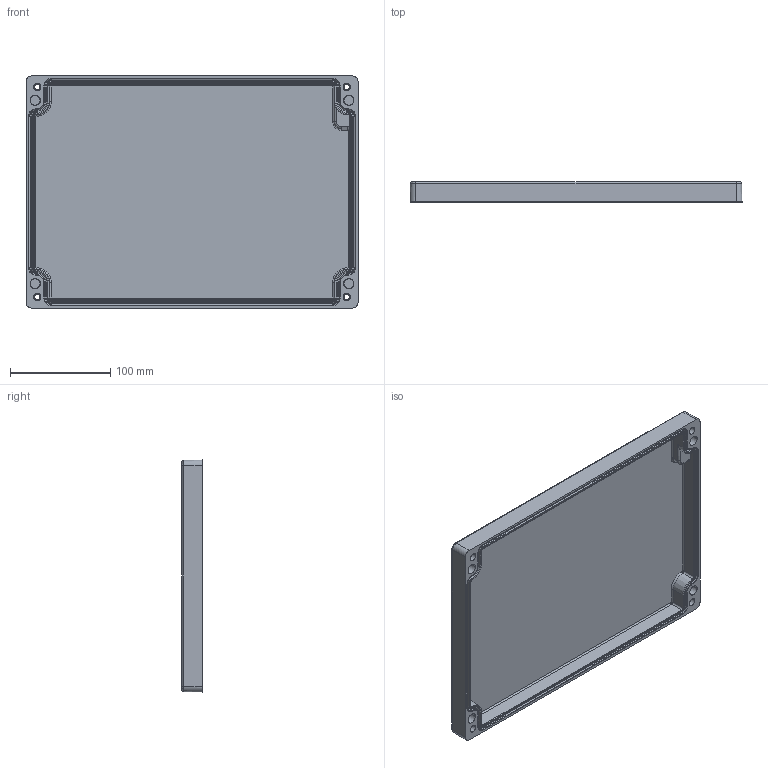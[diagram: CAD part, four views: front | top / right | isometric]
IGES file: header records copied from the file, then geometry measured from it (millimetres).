
Global section: file name: No Iges File Name specified; native system: Autodesk Inventor 2010; preprocessor: AutoDesk Inventor Iges Exporter R2010; author: tcook; date: 20100324.075552; units: inch
Bounding box: 332 x 20.25 x 232 mm (x, y, z)
Volume: 495469.2 mm3; surface area: 199996.3 mm2
Topology: 1 solids, 1 shells, 266 faces, 603 edges, 358 vertices
Faces by surface type: revolution 70, bspline 64, cylinder 46, plane 43, torus 38, cone 5
